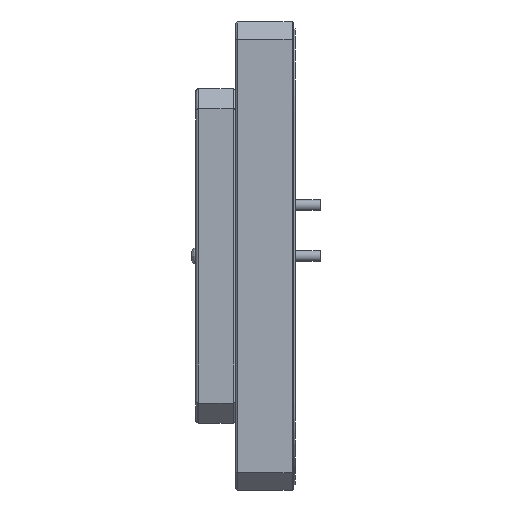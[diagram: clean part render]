
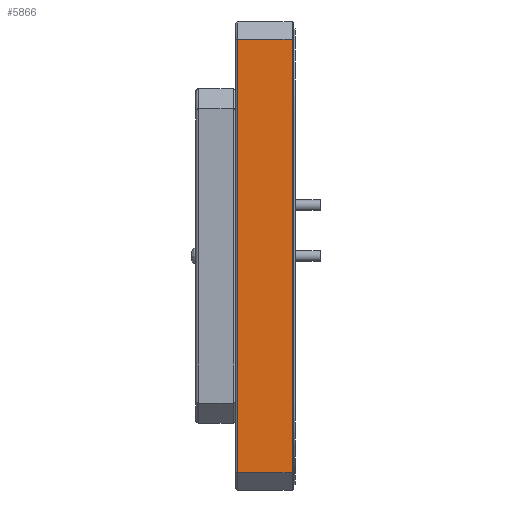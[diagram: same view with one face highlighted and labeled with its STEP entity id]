
A CAD part, left-side view. The second image highlights one B-rep face of the part: STEP entity #5866.
In plain terms, the highlighted planar face has unit normal (-1, 0, 0).
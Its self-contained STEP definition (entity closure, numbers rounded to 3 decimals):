
#625 = EDGE_LOOP ( 'NONE', ( #10184, #3989, #12969, #2345 ) ) ;
#1044 = DIRECTION ( 'NONE',  ( 0., 0., -1. ) ) ;
#1076 = CARTESIAN_POINT ( 'NONE',  ( -17.504, 3.468, -13.101 ) ) ;
#1241 = VECTOR ( 'NONE', #1044, 1000. ) ;
#1517 = VERTEX_POINT ( 'NONE', #7578 ) ;
#2164 = DIRECTION ( 'NONE',  ( 0., 0., -1. ) ) ;
#2209 = LINE ( 'NONE', #3388, #9065 ) ;
#2345 = ORIENTED_EDGE ( 'NONE', *, *, #3383, .T. ) ;
#2625 = LINE ( 'NONE', #4683, #10044 ) ;
#3053 = VECTOR ( 'NONE', #7238, 1000. ) ;
#3383 = EDGE_CURVE ( 'NONE', #1517, #11883, #10545, .T. ) ;
#3388 = CARTESIAN_POINT ( 'NONE',  ( -17.504, 3.468, -16.204 ) ) ;
#3989 = ORIENTED_EDGE ( 'NONE', *, *, #10453, .T. ) ;
#4515 = EDGE_CURVE ( 'NONE', #11883, #11517, #2209, .T. ) ;
#4683 = CARTESIAN_POINT ( 'NONE',  ( -17.504, 3.468, 16.196 ) ) ;
#5866 = ADVANCED_FACE ( 'NONE', ( #9383 ), #7861, .F. ) ;
#6064 = CARTESIAN_POINT ( 'NONE',  ( -17.504, -0.732, -16.204 ) ) ;
#6762 = CARTESIAN_POINT ( 'NONE',  ( -17.504, 3.368, -16.204 ) ) ;
#7238 = DIRECTION ( 'NONE',  ( 0., 0., 1. ) ) ;
#7578 = CARTESIAN_POINT ( 'NONE',  ( -17.504, 3.368, 16.196 ) ) ;
#7861 = PLANE ( 'NONE',  #14035 ) ;
#9057 = CARTESIAN_POINT ( 'NONE',  ( -17.504, 3.368, -13.101 ) ) ;
#9065 = VECTOR ( 'NONE', #11161, 1000. ) ;
#9089 = DIRECTION ( 'NONE',  ( 1., 0., 0. ) ) ;
#9293 = DIRECTION ( 'NONE',  ( 0., 1., 0. ) ) ;
#9383 = FACE_OUTER_BOUND ( 'NONE', #625, .T. ) ;
#10044 = VECTOR ( 'NONE', #9293, 1000. ) ;
#10184 = ORIENTED_EDGE ( 'NONE', *, *, #4515, .T. ) ;
#10199 = CARTESIAN_POINT ( 'NONE',  ( -17.504, -0.732, 16.196 ) ) ;
#10453 = EDGE_CURVE ( 'NONE', #11517, #10660, #10593, .T. ) ;
#10545 = LINE ( 'NONE', #9057, #1241 ) ;
#10593 = LINE ( 'NONE', #12968, #3053 ) ;
#10660 = VERTEX_POINT ( 'NONE', #10199 ) ;
#11161 = DIRECTION ( 'NONE',  ( 0., -1., 0. ) ) ;
#11517 = VERTEX_POINT ( 'NONE', #6064 ) ;
#11883 = VERTEX_POINT ( 'NONE', #6762 ) ;
#12968 = CARTESIAN_POINT ( 'NONE',  ( -17.504, -0.732, -13.101 ) ) ;
#12969 = ORIENTED_EDGE ( 'NONE', *, *, #13013, .T. ) ;
#13013 = EDGE_CURVE ( 'NONE', #10660, #1517, #2625, .T. ) ;
#14035 = AXIS2_PLACEMENT_3D ( 'NONE', #1076, #9089, #2164 ) ;
